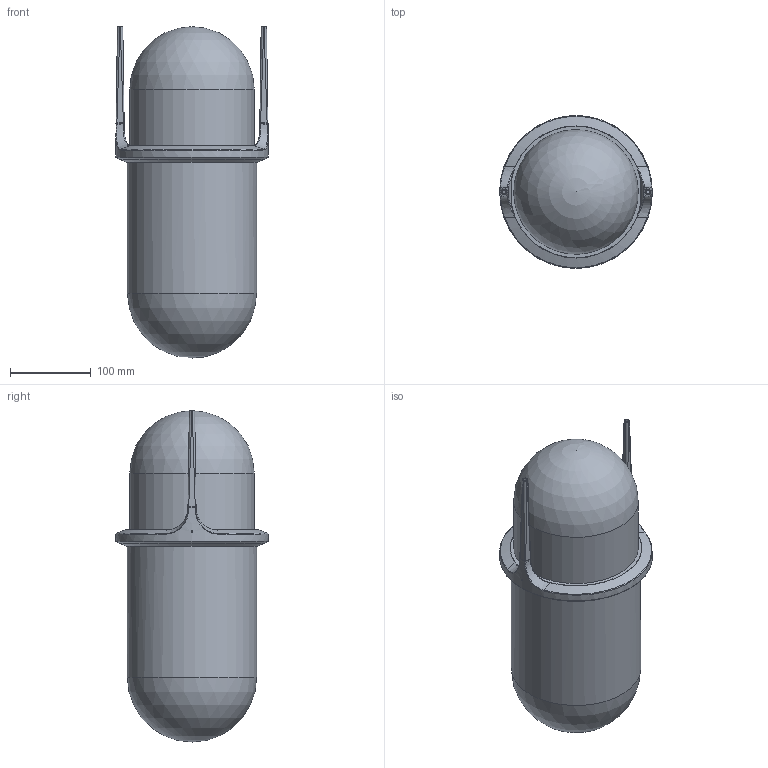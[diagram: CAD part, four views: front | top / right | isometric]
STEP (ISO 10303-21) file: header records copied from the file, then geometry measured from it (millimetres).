
FILE_DESCRIPTION(/* description */ ('This is a sample STEP configuration'),/* implementation_level */ '2;1');
FILE_NAME(/* name */ '737-1001xxxx SIMPLE.ipt_Rev_00.1.stp',/* time_stamp */ '2023-04-28T10:07:21+02:00',/* author */ ('powerJobs'),/* organization */ ('coolOrange'),/* preprocessor_version */ 'ST-DEVELOPER v19.2',/* originating_system */ 'Autodesk Inventor 2023',/* authorisation */ '');
FILE_SCHEMA (('AUTOMOTIVE_DESIGN { 1 0 10303 214 3 1 1 }'));
Length unit declared in the file: millimetre
Products named in the file (1): ENG000025801
Bounding box: 188.74 x 188.74 x 410.5 mm (x, y, z)
Volume: 7151224.6 mm3; surface area: 234163.7 mm2
Topology: 1 solids, 1 shells, 208 faces, 571 edges, 364 vertices
Faces by surface type: bspline 82, plane 55, cylinder 37, cone 26, torus 6, sphere 2
Full cylindrical faces by diameter (mm): 2.459 x2, 2.8 x2, 154 x1, 160 x1, 161.5 x1
Entity records: 10481 total; most frequent: CARTESIAN_POINT 5828, ORIENTED_EDGE 1138, DIRECTION 692, EDGE_CURVE 569, VERTEX_POINT 363, AXIS2_PLACEMENT_3D 262, B_SPLINE_CURVE_WITH_KNOTS 236, EDGE_LOOP 228
